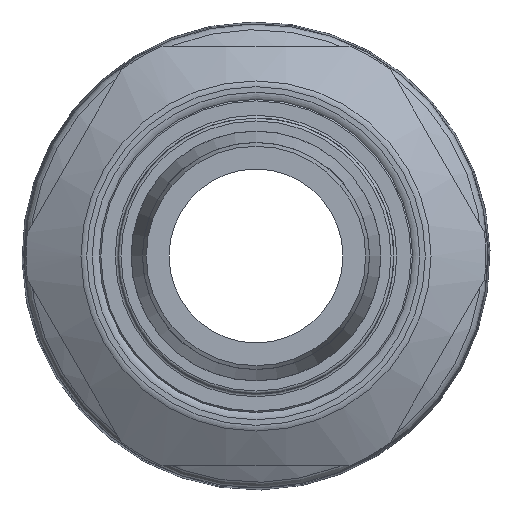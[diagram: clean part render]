
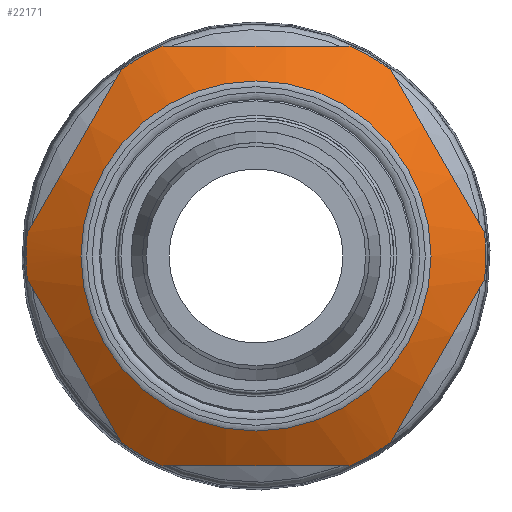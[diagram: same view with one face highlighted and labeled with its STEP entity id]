
A CAD part, front view. The second image highlights one B-rep face of the part: STEP entity #22171.
In plain terms, the highlighted conical face has half-angle 60 degrees and reference radius 17.78 mm.
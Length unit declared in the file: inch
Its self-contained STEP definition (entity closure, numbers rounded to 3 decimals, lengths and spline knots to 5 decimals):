
#685=(
BOUNDED_CURVE()
B_SPLINE_CURVE(2,(#33625,#33626,#33627),.UNSPECIFIED.,.F.,.F.)
B_SPLINE_CURVE_WITH_KNOTS((3,3),(0.,1.67512),.UNSPECIFIED.)
CURVE()
GEOMETRIC_REPRESENTATION_ITEM()
RATIONAL_B_SPLINE_CURVE((1.,1.096,1.))
REPRESENTATION_ITEM('')
);
#686=(
BOUNDED_CURVE()
B_SPLINE_CURVE(2,(#33631,#33632,#33633),.UNSPECIFIED.,.F.,.F.)
B_SPLINE_CURVE_WITH_KNOTS((3,3),(0.,1.67512),.UNSPECIFIED.)
CURVE()
GEOMETRIC_REPRESENTATION_ITEM()
RATIONAL_B_SPLINE_CURVE((1.,1.096,1.))
REPRESENTATION_ITEM('')
);
#687=(
BOUNDED_CURVE()
B_SPLINE_CURVE(2,(#33637,#33638,#33639),.UNSPECIFIED.,.F.,.F.)
B_SPLINE_CURVE_WITH_KNOTS((3,3),(0.,1.67512),.UNSPECIFIED.)
CURVE()
GEOMETRIC_REPRESENTATION_ITEM()
RATIONAL_B_SPLINE_CURVE((1.,1.096,1.))
REPRESENTATION_ITEM('')
);
#688=(
BOUNDED_CURVE()
B_SPLINE_CURVE(2,(#33643,#33644,#33645),.UNSPECIFIED.,.F.,.F.)
B_SPLINE_CURVE_WITH_KNOTS((3,3),(0.,1.67512),.UNSPECIFIED.)
CURVE()
GEOMETRIC_REPRESENTATION_ITEM()
RATIONAL_B_SPLINE_CURVE((1.,1.096,1.))
REPRESENTATION_ITEM('')
);
#689=(
BOUNDED_CURVE()
B_SPLINE_CURVE(2,(#33649,#33650,#33651),.UNSPECIFIED.,.F.,.F.)
B_SPLINE_CURVE_WITH_KNOTS((3,3),(0.,1.67512),.UNSPECIFIED.)
CURVE()
GEOMETRIC_REPRESENTATION_ITEM()
RATIONAL_B_SPLINE_CURVE((1.,1.096,1.))
REPRESENTATION_ITEM('')
);
#690=(
BOUNDED_CURVE()
B_SPLINE_CURVE(2,(#33655,#33656,#33657),.UNSPECIFIED.,.F.,.F.)
B_SPLINE_CURVE_WITH_KNOTS((3,3),(0.,1.67512),.UNSPECIFIED.)
CURVE()
GEOMETRIC_REPRESENTATION_ITEM()
RATIONAL_B_SPLINE_CURVE((1.,1.096,1.))
REPRESENTATION_ITEM('')
);
#2544=FACE_OUTER_BOUND('',#3800,.T.);
#3800=EDGE_LOOP('',(#14949,#14950,#14951,#14952,#14953,#14954,#14955,#14956,
#14957,#14958,#14959,#14960,#14961,#14962,#14963,#14964));
#5041=LINE('',#33621,#6501);
#6501=VECTOR('',#25674,0.7);
#8042=CIRCLE('',#23611,0.60928);
#8044=CIRCLE('',#23615,0.8);
#8045=CIRCLE('',#23616,0.8);
#8046=CIRCLE('',#23617,0.8);
#8047=CIRCLE('',#23618,0.8);
#8048=CIRCLE('',#23619,0.8);
#8049=CIRCLE('',#23620,0.8);
#8050=CIRCLE('',#23621,0.8);
#8907=VERTEX_POINT('',#33613);
#8909=VERTEX_POINT('',#33620);
#8910=VERTEX_POINT('',#33622);
#8911=VERTEX_POINT('',#33624);
#8912=VERTEX_POINT('',#33628);
#8913=VERTEX_POINT('',#33630);
#8914=VERTEX_POINT('',#33634);
#8915=VERTEX_POINT('',#33636);
#8916=VERTEX_POINT('',#33640);
#8917=VERTEX_POINT('',#33642);
#8918=VERTEX_POINT('',#33646);
#8919=VERTEX_POINT('',#33648);
#8920=VERTEX_POINT('',#33652);
#8921=VERTEX_POINT('',#33654);
#11237=EDGE_CURVE('',#8907,#8907,#8042,.T.);
#11239=EDGE_CURVE('',#8907,#8909,#5041,.T.);
#11240=EDGE_CURVE('',#8910,#8909,#8044,.T.);
#11241=EDGE_CURVE('',#8911,#8910,#685,.T.);
#11242=EDGE_CURVE('',#8912,#8911,#8045,.T.);
#11243=EDGE_CURVE('',#8913,#8912,#686,.T.);
#11244=EDGE_CURVE('',#8914,#8913,#8046,.T.);
#11245=EDGE_CURVE('',#8915,#8914,#687,.T.);
#11246=EDGE_CURVE('',#8916,#8915,#8047,.T.);
#11247=EDGE_CURVE('',#8917,#8916,#688,.T.);
#11248=EDGE_CURVE('',#8918,#8917,#8048,.T.);
#11249=EDGE_CURVE('',#8919,#8918,#689,.T.);
#11250=EDGE_CURVE('',#8920,#8919,#8049,.T.);
#11251=EDGE_CURVE('',#8921,#8920,#690,.T.);
#11252=EDGE_CURVE('',#8909,#8921,#8050,.T.);
#14949=ORIENTED_EDGE('',*,*,#11237,.F.);
#14950=ORIENTED_EDGE('',*,*,#11239,.T.);
#14951=ORIENTED_EDGE('',*,*,#11240,.F.);
#14952=ORIENTED_EDGE('',*,*,#11241,.F.);
#14953=ORIENTED_EDGE('',*,*,#11242,.F.);
#14954=ORIENTED_EDGE('',*,*,#11243,.F.);
#14955=ORIENTED_EDGE('',*,*,#11244,.F.);
#14956=ORIENTED_EDGE('',*,*,#11245,.F.);
#14957=ORIENTED_EDGE('',*,*,#11246,.F.);
#14958=ORIENTED_EDGE('',*,*,#11247,.F.);
#14959=ORIENTED_EDGE('',*,*,#11248,.F.);
#14960=ORIENTED_EDGE('',*,*,#11249,.F.);
#14961=ORIENTED_EDGE('',*,*,#11250,.F.);
#14962=ORIENTED_EDGE('',*,*,#11251,.F.);
#14963=ORIENTED_EDGE('',*,*,#11252,.F.);
#14964=ORIENTED_EDGE('',*,*,#11239,.F.);
#20718=CONICAL_SURFACE('',#23614,0.7,1.047);
#22171=ADVANCED_FACE('',(#2544),#20718,.T.);
#23611=AXIS2_PLACEMENT_3D('',#33615,#25666,#25667);
#23614=AXIS2_PLACEMENT_3D('',#33619,#25672,#25673);
#23615=AXIS2_PLACEMENT_3D('',#33623,#25675,#25676);
#23616=AXIS2_PLACEMENT_3D('',#33629,#25677,#25678);
#23617=AXIS2_PLACEMENT_3D('',#33635,#25679,#25680);
#23618=AXIS2_PLACEMENT_3D('',#33641,#25681,#25682);
#23619=AXIS2_PLACEMENT_3D('',#33647,#25683,#25684);
#23620=AXIS2_PLACEMENT_3D('',#33653,#25685,#25686);
#23621=AXIS2_PLACEMENT_3D('',#33658,#25687,#25688);
#25666=DIRECTION('center_axis',(0.,-1.,0.));
#25667=DIRECTION('ref_axis',(-1.,0.,0.));
#25672=DIRECTION('center_axis',(0.,1.,0.));
#25673=DIRECTION('ref_axis',(1.,0.,0.));
#25674=DIRECTION('',(-0.866,0.5,0.));
#25675=DIRECTION('center_axis',(0.,1.,0.));
#25676=DIRECTION('ref_axis',(-1.,0.,0.));
#25677=DIRECTION('center_axis',(0.,1.,0.));
#25678=DIRECTION('ref_axis',(-1.,0.,0.));
#25679=DIRECTION('center_axis',(0.,1.,0.));
#25680=DIRECTION('ref_axis',(-1.,0.,0.));
#25681=DIRECTION('center_axis',(0.,1.,0.));
#25682=DIRECTION('ref_axis',(-1.,0.,0.));
#25683=DIRECTION('center_axis',(0.,1.,0.));
#25684=DIRECTION('ref_axis',(-1.,0.,0.));
#25685=DIRECTION('center_axis',(0.,1.,0.));
#25686=DIRECTION('ref_axis',(-1.,0.,0.));
#25687=DIRECTION('center_axis',(0.,1.,0.));
#25688=DIRECTION('ref_axis',(-1.,0.,0.));
#33613=CARTESIAN_POINT('',(-0.60928,-2.07129,0.));
#33615=CARTESIAN_POINT('Origin',(0.,-2.07129,
0.));
#33619=CARTESIAN_POINT('Origin',(0.,-2.01892,
0.));
#33620=CARTESIAN_POINT('',(-0.8,-1.96118,0.));
#33621=CARTESIAN_POINT('',(-0.7,-2.01892,0.));
#33622=CARTESIAN_POINT('',(-0.79583,-1.96118,-0.08158));
#33623=CARTESIAN_POINT('Origin',(0.,-1.96118,
0.));
#33624=CARTESIAN_POINT('',(-0.46857,-1.96118,-0.64842));
#33625=CARTESIAN_POINT('Ctrl Pts',(-0.46857,-1.96118,
-0.64842));
#33626=CARTESIAN_POINT('Ctrl Pts',(-0.6322,-2.03848,
-0.365));
#33627=CARTESIAN_POINT('Ctrl Pts',(-0.79583,-1.96118,
-0.08158));
#33628=CARTESIAN_POINT('',(-0.32726,-1.96118,-0.73));
#33629=CARTESIAN_POINT('Origin',(0.,-1.96118,
0.));
#33630=CARTESIAN_POINT('',(0.32726,-1.96118,-0.73));
#33631=CARTESIAN_POINT('Ctrl Pts',(0.32726,-1.96118,
-0.73));
#33632=CARTESIAN_POINT('Ctrl Pts',(0.,-2.03848,
-0.73));
#33633=CARTESIAN_POINT('Ctrl Pts',(-0.32726,-1.96118,
-0.73));
#33634=CARTESIAN_POINT('',(0.46857,-1.96118,-0.64842));
#33635=CARTESIAN_POINT('Origin',(0.,-1.96118,
0.));
#33636=CARTESIAN_POINT('',(0.79583,-1.96118,-0.08158));
#33637=CARTESIAN_POINT('Ctrl Pts',(0.79583,-1.96118,
-0.08158));
#33638=CARTESIAN_POINT('Ctrl Pts',(0.6322,-2.03848,
-0.365));
#33639=CARTESIAN_POINT('Ctrl Pts',(0.46857,-1.96118,
-0.64842));
#33640=CARTESIAN_POINT('',(0.79583,-1.96118,0.08158));
#33641=CARTESIAN_POINT('Origin',(0.,-1.96118,
0.));
#33642=CARTESIAN_POINT('',(0.46857,-1.96118,0.64842));
#33643=CARTESIAN_POINT('Ctrl Pts',(0.46857,-1.96118,
0.64842));
#33644=CARTESIAN_POINT('Ctrl Pts',(0.6322,-2.03848,
0.365));
#33645=CARTESIAN_POINT('Ctrl Pts',(0.79583,-1.96118,
0.08158));
#33646=CARTESIAN_POINT('',(0.32726,-1.96118,0.73));
#33647=CARTESIAN_POINT('Origin',(0.,-1.96118,
0.));
#33648=CARTESIAN_POINT('',(-0.32726,-1.96118,0.73));
#33649=CARTESIAN_POINT('Ctrl Pts',(-0.32726,-1.96118,
0.73));
#33650=CARTESIAN_POINT('Ctrl Pts',(0.,-2.03848,
0.73));
#33651=CARTESIAN_POINT('Ctrl Pts',(0.32726,-1.96118,
0.73));
#33652=CARTESIAN_POINT('',(-0.46857,-1.96118,0.64842));
#33653=CARTESIAN_POINT('Origin',(0.,-1.96118,
0.));
#33654=CARTESIAN_POINT('',(-0.79583,-1.96118,0.08158));
#33655=CARTESIAN_POINT('Ctrl Pts',(-0.79583,-1.96118,
0.08158));
#33656=CARTESIAN_POINT('Ctrl Pts',(-0.6322,-2.03848,
0.365));
#33657=CARTESIAN_POINT('Ctrl Pts',(-0.46857,-1.96118,
0.64842));
#33658=CARTESIAN_POINT('Origin',(0.,-1.96118,
0.));
